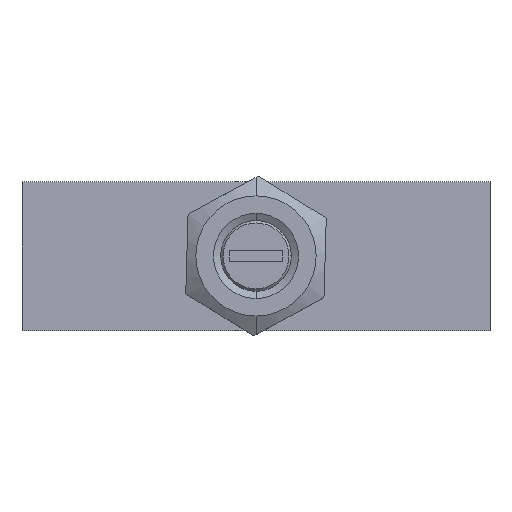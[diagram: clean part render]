
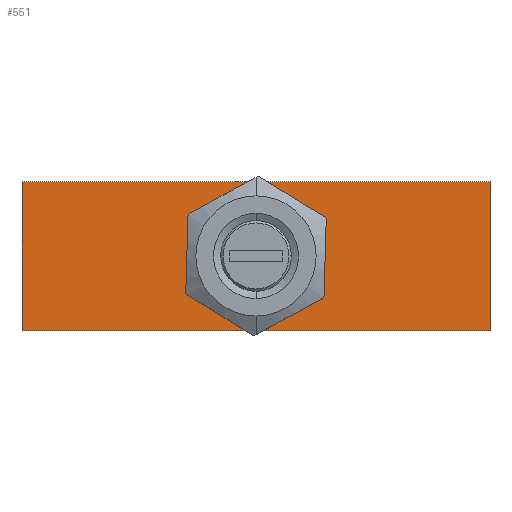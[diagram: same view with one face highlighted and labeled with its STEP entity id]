
A CAD part, top view. The second image highlights one B-rep face of the part: STEP entity #551.
In plain terms, the highlighted planar face has unit normal (0, 0, 1).
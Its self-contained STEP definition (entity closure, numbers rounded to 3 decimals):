
#36 = VERTEX_POINT ( 'NONE', #5527 ) ;
#152 = CARTESIAN_POINT ( 'NONE',  ( -24.318, 90.525, -37.532 ) ) ;
#380 = DIRECTION ( 'NONE',  ( 0., -1., 0. ) ) ;
#423 = DIRECTION ( 'NONE',  ( 0., 0., -1. ) ) ;
#490 = CARTESIAN_POINT ( 'NONE',  ( -24.318, 104.525, -37.532 ) ) ;
#551 = ADVANCED_FACE ( 'NONE', ( #5210, #2182 ), #4171, .T. ) ;
#560 = AXIS2_PLACEMENT_3D ( 'NONE', #5613, #423, #6132 ) ;
#624 = LINE ( 'NONE', #1653, #5231 ) ;
#913 = CARTESIAN_POINT ( 'NONE',  ( -46.318, 102.025, -37.532 ) ) ;
#1187 = DIRECTION ( 'NONE',  ( 0., -1., 0. ) ) ;
#1304 = ORIENTED_EDGE ( 'NONE', *, *, #3564, .F. ) ;
#1417 = LINE ( 'NONE', #4507, #3583 ) ;
#1505 = AXIS2_PLACEMENT_3D ( 'NONE', #5567, #4236, #380 ) ;
#1648 = EDGE_CURVE ( 'NONE', #2905, #4423, #3127, .T. ) ;
#1653 = CARTESIAN_POINT ( 'NONE',  ( -68.318, 90.525, -37.532 ) ) ;
#1889 = EDGE_CURVE ( 'NONE', #4423, #2905, #3869, .T. ) ;
#2030 = EDGE_LOOP ( 'NONE', ( #1304, #4856, #5223, #3151 ) ) ;
#2182 = FACE_OUTER_BOUND ( 'NONE', #2030, .T. ) ;
#2255 = AXIS2_PLACEMENT_3D ( 'NONE', #2737, #2284, #6057 ) ;
#2284 = DIRECTION ( 'NONE',  ( 0., 0., -1. ) ) ;
#2722 = EDGE_CURVE ( 'NONE', #36, #4367, #1417, .T. ) ;
#2737 = CARTESIAN_POINT ( 'NONE',  ( -46.318, 97.525, -37.532 ) ) ;
#2905 = VERTEX_POINT ( 'NONE', #3965 ) ;
#2918 = VERTEX_POINT ( 'NONE', #4393 ) ;
#3127 = CIRCLE ( 'NONE', #560, 4.5 ) ;
#3151 = ORIENTED_EDGE ( 'NONE', *, *, #3824, .F. ) ;
#3492 = LINE ( 'NONE', #490, #4314 ) ;
#3564 = EDGE_CURVE ( 'NONE', #4367, #2918, #3492, .T. ) ;
#3583 = VECTOR ( 'NONE', #5466, 1000. ) ;
#3824 = EDGE_CURVE ( 'NONE', #2918, #4623, #5184, .T. ) ;
#3869 = CIRCLE ( 'NONE', #2255, 4.5 ) ;
#3965 = CARTESIAN_POINT ( 'NONE',  ( -46.318, 93.025, -37.532 ) ) ;
#4085 = DIRECTION ( 'NONE',  ( -1., 0., 0. ) ) ;
#4171 = PLANE ( 'NONE',  #1505 ) ;
#4236 = DIRECTION ( 'NONE',  ( 0., 0., 1. ) ) ;
#4314 = VECTOR ( 'NONE', #5197, 1000. ) ;
#4367 = VERTEX_POINT ( 'NONE', #5423 ) ;
#4393 = CARTESIAN_POINT ( 'NONE',  ( -24.318, 104.525, -37.532 ) ) ;
#4423 = VERTEX_POINT ( 'NONE', #913 ) ;
#4507 = CARTESIAN_POINT ( 'NONE',  ( -68.318, 104.525, -37.532 ) ) ;
#4623 = VERTEX_POINT ( 'NONE', #152 ) ;
#4721 = EDGE_LOOP ( 'NONE', ( #6129, #5075 ) ) ;
#4856 = ORIENTED_EDGE ( 'NONE', *, *, #2722, .F. ) ;
#4885 = CARTESIAN_POINT ( 'NONE',  ( -24.318, 90.525, -37.532 ) ) ;
#4887 = VECTOR ( 'NONE', #1187, 1000. ) ;
#5075 = ORIENTED_EDGE ( 'NONE', *, *, #1889, .T. ) ;
#5184 = LINE ( 'NONE', #4885, #4887 ) ;
#5197 = DIRECTION ( 'NONE',  ( 1., 0., 0. ) ) ;
#5210 = FACE_BOUND ( 'NONE', #4721, .T. ) ;
#5223 = ORIENTED_EDGE ( 'NONE', *, *, #5648, .F. ) ;
#5231 = VECTOR ( 'NONE', #4085, 1000. ) ;
#5423 = CARTESIAN_POINT ( 'NONE',  ( -68.318, 104.525, -37.532 ) ) ;
#5466 = DIRECTION ( 'NONE',  ( 0., 1., 0. ) ) ;
#5527 = CARTESIAN_POINT ( 'NONE',  ( -68.318, 90.525, -37.532 ) ) ;
#5567 = CARTESIAN_POINT ( 'NONE',  ( -46.318, 97.525, -37.532 ) ) ;
#5613 = CARTESIAN_POINT ( 'NONE',  ( -46.318, 97.525, -37.532 ) ) ;
#5648 = EDGE_CURVE ( 'NONE', #4623, #36, #624, .T. ) ;
#6057 = DIRECTION ( 'NONE',  ( 0., -1., 0. ) ) ;
#6129 = ORIENTED_EDGE ( 'NONE', *, *, #1648, .T. ) ;
#6132 = DIRECTION ( 'NONE',  ( 0., -1., 0. ) ) ;
